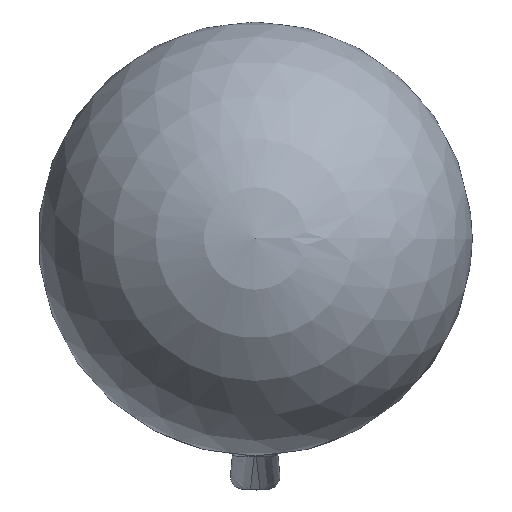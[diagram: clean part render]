
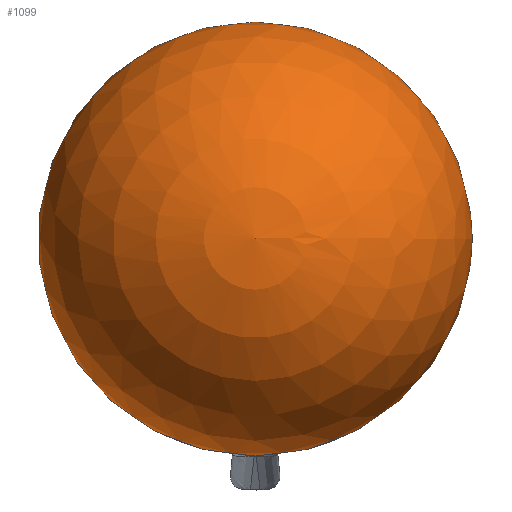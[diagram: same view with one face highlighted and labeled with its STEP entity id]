
A CAD part, top view. The second image highlights one B-rep face of the part: STEP entity #1099.
In plain terms, the highlighted spherical face has radius 110 mm.
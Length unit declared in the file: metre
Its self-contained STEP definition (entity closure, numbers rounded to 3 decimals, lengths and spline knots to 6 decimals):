
#38=SPHERICAL_SURFACE('',#1193,0.11);
#60=CIRCLE('',#1194,0.11);
#61=CIRCLE('',#1195,0.109248);
#62=CIRCLE('',#1196,0.109452);
#63=CIRCLE('',#1197,0.109248);
#64=CIRCLE('',#1198,0.11);
#65=CIRCLE('',#1199,0.092648);
#149=B_SPLINE_CURVE_WITH_KNOTS('',3,(#1791,#1792,#1793,#1794,#1795,#1796,
#1797,#1798,#1799,#1800,#1801,#1802,#1803,#1804,#1805,#1806,#1807,#1808,
#1809,#1810),.UNSPECIFIED.,.F.,.F.,(4,1,1,1,1,1,1,1,1,1,1,1,1,1,1,1,1,4),
(0.,0.006129,0.012259,0.018388,
0.024517,0.030647,0.033711,0.036776,
0.039841,0.041373,0.042905,0.044438,
0.04597,0.046736,0.047502,0.048269,
0.048652,0.049035),.UNSPECIFIED.);
#150=B_SPLINE_CURVE_WITH_KNOTS('',3,(#1812,#1813,#1814,#1815),
 .UNSPECIFIED.,.F.,.F.,(4,4),(0.,0.000073),.UNSPECIFIED.);
#151=B_SPLINE_CURVE_WITH_KNOTS('',3,(#1819,#1820,#1821,#1822),
 .UNSPECIFIED.,.F.,.F.,(4,4),(0.038066,0.044068),
 .UNSPECIFIED.);
#152=B_SPLINE_CURVE_WITH_KNOTS('',3,(#1826,#1827,#1828,#1829),
 .UNSPECIFIED.,.F.,.F.,(4,4),(0.,0.005986),
 .UNSPECIFIED.);
#153=B_SPLINE_CURVE_WITH_KNOTS('',3,(#1833,#1834,#1835,#1836),
 .UNSPECIFIED.,.F.,.F.,(4,4),(0.,0.000073),.UNSPECIFIED.);
#154=B_SPLINE_CURVE_WITH_KNOTS('',3,(#1838,#1839,#1840,#1841,#1842,#1843,
#1844,#1845,#1846,#1847,#1848,#1849,#1850,#1851,#1852,#1853,#1854,#1855,
#1856,#1857),.UNSPECIFIED.,.F.,.F.,(4,1,1,1,1,1,1,1,1,1,1,1,1,1,1,1,1,4),
(0.,0.006129,0.012259,0.018388,0.024517,
0.030647,0.033711,0.036776,0.039841,
0.041373,0.042905,0.044438,0.04597,
0.046736,0.047502,0.048269,0.048652,
0.049035),.UNSPECIFIED.);
#263=ORIENTED_EDGE('',*,*,#621,.F.);
#264=ORIENTED_EDGE('',*,*,#622,.T.);
#265=ORIENTED_EDGE('',*,*,#623,.T.);
#266=ORIENTED_EDGE('',*,*,#624,.T.);
#267=ORIENTED_EDGE('',*,*,#625,.T.);
#268=ORIENTED_EDGE('',*,*,#626,.T.);
#269=ORIENTED_EDGE('',*,*,#627,.T.);
#270=ORIENTED_EDGE('',*,*,#628,.T.);
#271=ORIENTED_EDGE('',*,*,#629,.T.);
#272=ORIENTED_EDGE('',*,*,#630,.T.);
#273=ORIENTED_EDGE('',*,*,#631,.T.);
#274=ORIENTED_EDGE('',*,*,#632,.T.);
#621=EDGE_CURVE('',#799,#800,#60,.T.);
#622=EDGE_CURVE('',#799,#801,#149,.T.);
#623=EDGE_CURVE('',#801,#802,#150,.T.);
#624=EDGE_CURVE('',#802,#803,#61,.T.);
#625=EDGE_CURVE('',#803,#804,#151,.T.);
#626=EDGE_CURVE('',#804,#805,#62,.T.);
#627=EDGE_CURVE('',#805,#806,#152,.T.);
#628=EDGE_CURVE('',#806,#807,#63,.T.);
#629=EDGE_CURVE('',#807,#808,#153,.F.);
#630=EDGE_CURVE('',#808,#809,#154,.F.);
#631=EDGE_CURVE('',#809,#810,#64,.T.);
#632=EDGE_CURVE('',#810,#800,#65,.T.);
#799=VERTEX_POINT('',#1789);
#800=VERTEX_POINT('',#1790);
#801=VERTEX_POINT('',#1811);
#802=VERTEX_POINT('',#1816);
#803=VERTEX_POINT('',#1818);
#804=VERTEX_POINT('',#1823);
#805=VERTEX_POINT('',#1825);
#806=VERTEX_POINT('',#1830);
#807=VERTEX_POINT('',#1832);
#808=VERTEX_POINT('',#1837);
#809=VERTEX_POINT('',#1858);
#810=VERTEX_POINT('',#1860);
#950=EDGE_LOOP('',(#263,#264,#265,#266,#267,#268,#269,#270,#271,#272,#273,
#274));
#1019=FACE_BOUND('',#950,.T.);
#1099=ADVANCED_FACE('',(#1019),#38,.T.);
#1193=AXIS2_PLACEMENT_3D('',#1787,#1341,#1342);
#1194=AXIS2_PLACEMENT_3D('',#1788,#1343,#1344);
#1195=AXIS2_PLACEMENT_3D('',#1817,#1345,#1346);
#1196=AXIS2_PLACEMENT_3D('',#1824,#1347,#1348);
#1197=AXIS2_PLACEMENT_3D('',#1831,#1349,#1350);
#1198=AXIS2_PLACEMENT_3D('',#1859,#1351,#1352);
#1199=AXIS2_PLACEMENT_3D('',#1861,#1353,#1354);
#1341=DIRECTION('',(0.,0.,-1.));
#1342=DIRECTION('',(1.,0.,0.));
#1343=DIRECTION('',(0.819,-0.574,0.));
#1344=DIRECTION('',(0.,0.,-1.));
#1345=DIRECTION('',(0.,0.,1.));
#1346=DIRECTION('',(1.,0.,0.));
#1347=DIRECTION('',(0.,0.,1.));
#1348=DIRECTION('',(1.,0.,0.));
#1349=DIRECTION('',(0.,0.,1.));
#1350=DIRECTION('',(1.,0.,0.));
#1351=DIRECTION('',(0.819,0.574,0.));
#1352=DIRECTION('',(0.,0.,-1.));
#1353=DIRECTION('',(0.,0.,1.));
#1354=DIRECTION('',(1.,0.,0.));
#1787=CARTESIAN_POINT('',(0.,0.,0.032744));
#1788=CARTESIAN_POINT('',(0.,0.,0.032744));
#1789=CARTESIAN_POINT('',(-0.053683,-0.076668,-0.02505));
#1790=CARTESIAN_POINT('',(-0.053141,-0.075893,-0.026555));
#1791=CARTESIAN_POINT('',(-0.053683,-0.076668,-0.02505));
#1792=CARTESIAN_POINT('',(-0.054307,-0.077558,-0.023289));
#1793=CARTESIAN_POINT('',(-0.055298,-0.079373,-0.019741));
#1794=CARTESIAN_POINT('',(-0.056196,-0.082093,-0.014323));
#1795=CARTESIAN_POINT('',(-0.05661,-0.084752,-0.008791));
#1796=CARTESIAN_POINT('',(-0.056605,-0.087294,-0.003149));
#1797=CARTESIAN_POINT('',(-0.056303,-0.08925,0.001572));
#1798=CARTESIAN_POINT('',(-0.05591,-0.090711,0.005381));
#1799=CARTESIAN_POINT('',(-0.055545,-0.09175,0.008253));
#1800=CARTESIAN_POINT('',(-0.055185,-0.092567,0.01066));
#1801=CARTESIAN_POINT('',(-0.054867,-0.09319,0.012596));
#1802=CARTESIAN_POINT('',(-0.054614,-0.093641,0.014052));
#1803=CARTESIAN_POINT('',(-0.054347,-0.094075,0.015509));
#1804=CARTESIAN_POINT('',(-0.054112,-0.094423,0.016725));
#1805=CARTESIAN_POINT('',(-0.053917,-0.094693,0.017699));
#1806=CARTESIAN_POINT('',(-0.053764,-0.094893,0.018428));
#1807=CARTESIAN_POINT('',(-0.053636,-0.095055,0.019041));
#1808=CARTESIAN_POINT('',(-0.053508,-0.095194,0.019514));
#1809=CARTESIAN_POINT('',(-0.053454,-0.095259,0.019771));
#1810=CARTESIAN_POINT('',(-0.053377,-0.095315,0.019858));
#1811=CARTESIAN_POINT('',(-0.053377,-0.095315,0.019858));
#1812=CARTESIAN_POINT('',(-0.053377,-0.095315,0.019858));
#1813=CARTESIAN_POINT('',(-0.053362,-0.095325,0.019875));
#1814=CARTESIAN_POINT('',(-0.053348,-0.095335,0.019891));
#1815=CARTESIAN_POINT('',(-0.053333,-0.095346,0.019908));
#1816=CARTESIAN_POINT('',(-0.053333,-0.095346,0.019908));
#1817=CARTESIAN_POINT('',(0.,0.,0.019908));
#1818=CARTESIAN_POINT('',(-0.006125,-0.109077,0.019908));
#1819=CARTESIAN_POINT('',(-0.006125,-0.109077,0.019908));
#1820=CARTESIAN_POINT('',(-0.004472,-0.109299,0.021011));
#1821=CARTESIAN_POINT('',(-0.002551,-0.109442,0.021783));
#1822=CARTESIAN_POINT('',(-0.000522,-0.109451,0.021783));
#1823=CARTESIAN_POINT('',(-0.000522,-0.109451,0.021783));
#1824=CARTESIAN_POINT('',(0.,0.,0.021783));
#1825=CARTESIAN_POINT('',(0.000522,-0.109451,0.021783));
#1826=CARTESIAN_POINT('',(0.000522,-0.109451,0.021783));
#1827=CARTESIAN_POINT('',(0.002551,-0.109442,0.021783));
#1828=CARTESIAN_POINT('',(0.004472,-0.109299,0.021011));
#1829=CARTESIAN_POINT('',(0.006125,-0.109077,0.019908));
#1830=CARTESIAN_POINT('',(0.006125,-0.109077,0.019908));
#1831=CARTESIAN_POINT('',(0.,0.,0.019908));
#1832=CARTESIAN_POINT('',(0.053333,-0.095346,0.019908));
#1833=CARTESIAN_POINT('',(0.053377,-0.095315,0.019858));
#1834=CARTESIAN_POINT('',(0.053362,-0.095325,0.019875));
#1835=CARTESIAN_POINT('',(0.053348,-0.095335,0.019891));
#1836=CARTESIAN_POINT('',(0.053333,-0.095346,0.019908));
#1837=CARTESIAN_POINT('',(0.053377,-0.095315,0.019858));
#1838=CARTESIAN_POINT('',(0.053683,-0.076668,-0.02505));
#1839=CARTESIAN_POINT('',(0.054307,-0.077558,-0.023289));
#1840=CARTESIAN_POINT('',(0.055298,-0.079373,-0.019741));
#1841=CARTESIAN_POINT('',(0.056196,-0.082093,-0.014323));
#1842=CARTESIAN_POINT('',(0.05661,-0.084752,-0.008791));
#1843=CARTESIAN_POINT('',(0.056605,-0.087294,-0.003149));
#1844=CARTESIAN_POINT('',(0.056303,-0.08925,0.001572));
#1845=CARTESIAN_POINT('',(0.05591,-0.090711,0.005381));
#1846=CARTESIAN_POINT('',(0.055545,-0.09175,0.008253));
#1847=CARTESIAN_POINT('',(0.055185,-0.092567,0.01066));
#1848=CARTESIAN_POINT('',(0.054867,-0.09319,0.012596));
#1849=CARTESIAN_POINT('',(0.054614,-0.093641,0.014052));
#1850=CARTESIAN_POINT('',(0.054347,-0.094075,0.015509));
#1851=CARTESIAN_POINT('',(0.054112,-0.094423,0.016725));
#1852=CARTESIAN_POINT('',(0.053917,-0.094693,0.017699));
#1853=CARTESIAN_POINT('',(0.053764,-0.094893,0.018428));
#1854=CARTESIAN_POINT('',(0.053636,-0.095055,0.019041));
#1855=CARTESIAN_POINT('',(0.053508,-0.095194,0.019514));
#1856=CARTESIAN_POINT('',(0.053454,-0.095259,0.019771));
#1857=CARTESIAN_POINT('',(0.053377,-0.095315,0.019858));
#1858=CARTESIAN_POINT('',(0.053683,-0.076668,-0.02505));
#1859=CARTESIAN_POINT('',(0.,0.,0.032744));
#1860=CARTESIAN_POINT('',(0.053141,-0.075893,-0.026555));
#1861=CARTESIAN_POINT('',(0.,0.,-0.026555));
